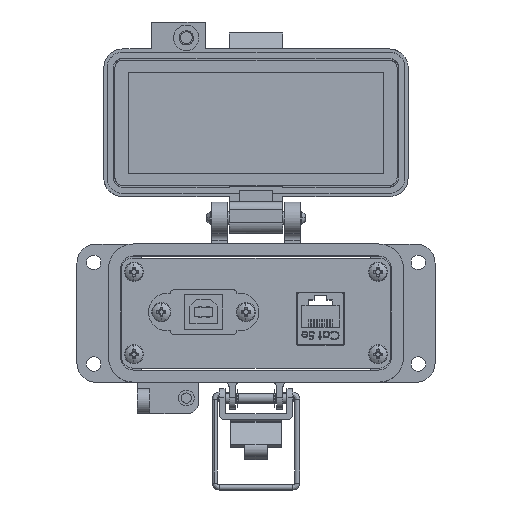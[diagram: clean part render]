
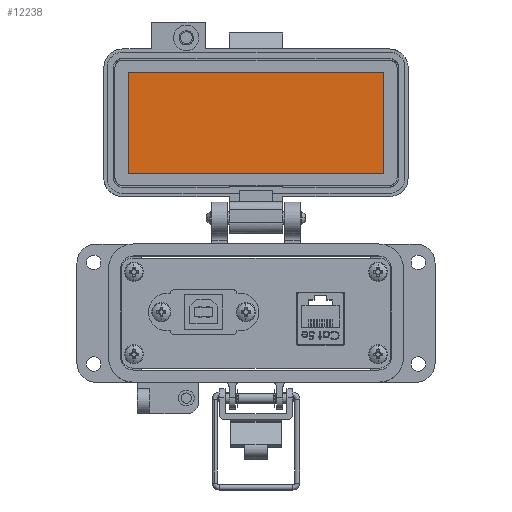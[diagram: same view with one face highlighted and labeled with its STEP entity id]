
A CAD part, top view. The second image highlights one B-rep face of the part: STEP entity #12238.
In plain terms, the highlighted planar face has unit normal (0, 0, 1).
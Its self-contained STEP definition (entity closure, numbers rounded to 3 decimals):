
#297 = VERTEX_POINT ( 'NONE', #75236 ) ;
#3898 = VERTEX_POINT ( 'NONE', #47804 ) ;
#4026 = VECTOR ( 'NONE', #54251, 1000. ) ;
#10054 = EDGE_LOOP ( 'NONE', ( #20748, #58440, #76537, #17348 ) ) ;
#12238 = ADVANCED_FACE ( 'NONE', ( #49397 ), #50191, .T. ) ;
#12441 = CARTESIAN_POINT ( 'NONE',  ( -8.5, 67.154, -25.55 ) ) ;
#13579 = VERTEX_POINT ( 'NONE', #22459 ) ;
#13938 = CARTESIAN_POINT ( 'NONE',  ( 40.25, 67.154, -25.55 ) ) ;
#17348 = ORIENTED_EDGE ( 'NONE', *, *, #46967, .F. ) ;
#20748 = ORIENTED_EDGE ( 'NONE', *, *, #39218, .F. ) ;
#22459 = CARTESIAN_POINT ( 'NONE',  ( -40.25, 51.154, -25.55 ) ) ;
#23814 = VECTOR ( 'NONE', #37911, 1000. ) ;
#24063 = CARTESIAN_POINT ( 'NONE',  ( -40.25, 67.154, -25.55 ) ) ;
#25004 = DIRECTION ( 'NONE',  ( 0., 0., 1. ) ) ;
#25244 = CARTESIAN_POINT ( 'NONE',  ( 42., 51.154, -25.55 ) ) ;
#29342 = VECTOR ( 'NONE', #29344, 1000. ) ;
#29344 = DIRECTION ( 'NONE',  ( 0., 1., 0. ) ) ;
#30292 = CARTESIAN_POINT ( 'NONE',  ( 40.25, 51.154, -25.55 ) ) ;
#30479 = EDGE_CURVE ( 'NONE', #72439, #13579, #68276, .T. ) ;
#36342 = CARTESIAN_POINT ( 'NONE',  ( -8.5, 83.154, -25.55 ) ) ;
#37911 = DIRECTION ( 'NONE',  ( 0., -1., 0. ) ) ;
#38262 = AXIS2_PLACEMENT_3D ( 'NONE', #12441, #25004, #49800 ) ;
#39218 = EDGE_CURVE ( 'NONE', #3898, #297, #41255, .T. ) ;
#40055 = LINE ( 'NONE', #24063, #29342 ) ;
#41255 = LINE ( 'NONE', #36342, #4026 ) ;
#43927 = DIRECTION ( 'NONE',  ( -1., 0., 0. ) ) ;
#44787 = LINE ( 'NONE', #13938, #23814 ) ;
#46967 = EDGE_CURVE ( 'NONE', #297, #72439, #44787, .T. ) ;
#47804 = CARTESIAN_POINT ( 'NONE',  ( -40.25, 83.154, -25.55 ) ) ;
#49397 = FACE_OUTER_BOUND ( 'NONE', #10054, .T. ) ;
#49800 = DIRECTION ( 'NONE',  ( 0., -1., 0. ) ) ;
#50191 = PLANE ( 'NONE',  #38262 ) ;
#54251 = DIRECTION ( 'NONE',  ( 1., 0., 0. ) ) ;
#58440 = ORIENTED_EDGE ( 'NONE', *, *, #64155, .F. ) ;
#64155 = EDGE_CURVE ( 'NONE', #13579, #3898, #40055, .T. ) ;
#68276 = LINE ( 'NONE', #25244, #74129 ) ;
#72439 = VERTEX_POINT ( 'NONE', #30292 ) ;
#74129 = VECTOR ( 'NONE', #43927, 1000. ) ;
#75236 = CARTESIAN_POINT ( 'NONE',  ( 40.25, 83.154, -25.55 ) ) ;
#76537 = ORIENTED_EDGE ( 'NONE', *, *, #30479, .F. ) ;
